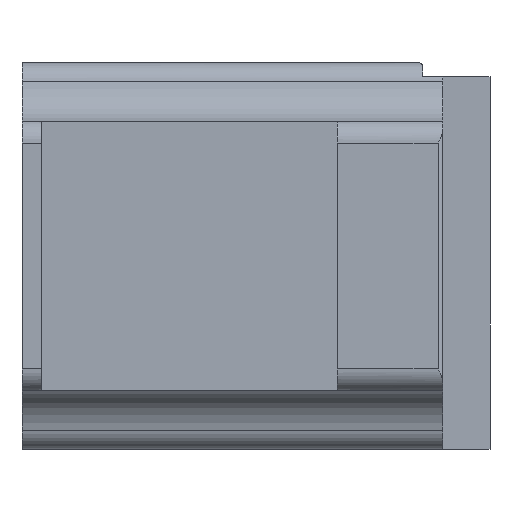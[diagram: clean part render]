
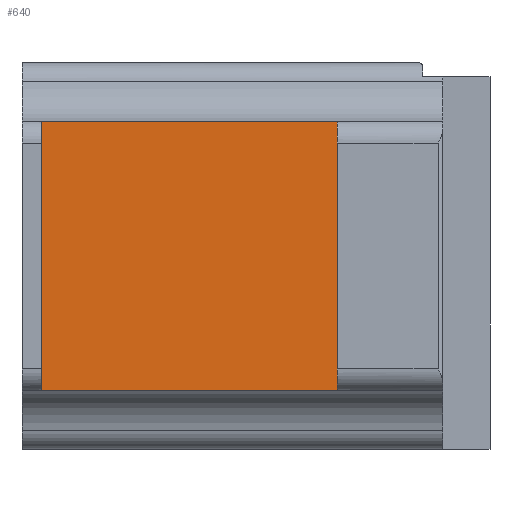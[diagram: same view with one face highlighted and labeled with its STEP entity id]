
A CAD part, left-side view. The second image highlights one B-rep face of the part: STEP entity #640.
In plain terms, the highlighted planar face has unit normal (-1, 0, 0).
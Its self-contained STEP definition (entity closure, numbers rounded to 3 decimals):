
#35=PLANE('',#716);
#47=LINE('',#926,#104);
#48=LINE('',#931,#105);
#99=LINE('',#1110,#156);
#100=LINE('',#1111,#157);
#104=VECTOR('',#734,1000.);
#105=VECTOR('',#739,1000.);
#156=VECTOR('',#898,1000.);
#157=VECTOR('',#899,1000.);
#332=ORIENTED_EDGE('',*,*,#352,.T.);
#333=ORIENTED_EDGE('',*,*,#435,.F.);
#334=ORIENTED_EDGE('',*,*,#354,.T.);
#335=ORIENTED_EDGE('',*,*,#436,.T.);
#352=EDGE_CURVE('',#438,#445,#47,.T.);
#354=EDGE_CURVE('',#448,#446,#48,.F.);
#435=EDGE_CURVE('',#448,#445,#99,.T.);
#436=EDGE_CURVE('',#446,#438,#100,.T.);
#438=VERTEX_POINT('',#908);
#445=VERTEX_POINT('',#925);
#446=VERTEX_POINT('',#929);
#448=VERTEX_POINT('',#932);
#559=EDGE_LOOP('',(#332,#333,#334,#335));
#592=FACE_BOUND('',#559,.T.);
#640=ADVANCED_FACE('',(#592),#35,.T.);
#716=AXIS2_PLACEMENT_3D('',#1109,#896,#897);
#734=DIRECTION('',(0.,-1.,0.));
#739=DIRECTION('',(0.,-1.,0.));
#896=DIRECTION('',(-1.,0.,0.));
#897=DIRECTION('',(0.,0.,1.));
#898=DIRECTION('',(0.,0.,-1.));
#899=DIRECTION('',(0.,0.,-1.));
#908=CARTESIAN_POINT('',(-47.22,48.95,-14.703));
#925=CARTESIAN_POINT('',(-47.22,16.65,-14.703));
#926=CARTESIAN_POINT('',(-47.22,31.05,-14.703));
#929=CARTESIAN_POINT('',(-47.22,48.95,14.703));
#931=CARTESIAN_POINT('',(-47.22,31.05,14.703));
#932=CARTESIAN_POINT('',(-47.22,16.65,14.703));
#1109=CARTESIAN_POINT('',(-47.22,16.65,20.5));
#1110=CARTESIAN_POINT('',(-47.22,16.65,20.5));
#1111=CARTESIAN_POINT('',(-47.22,48.95,20.5));
